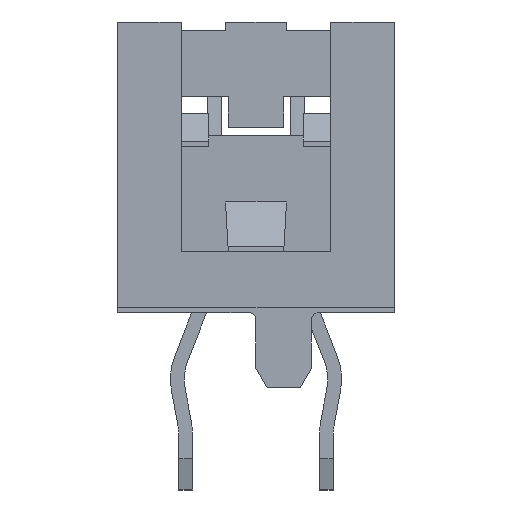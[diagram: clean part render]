
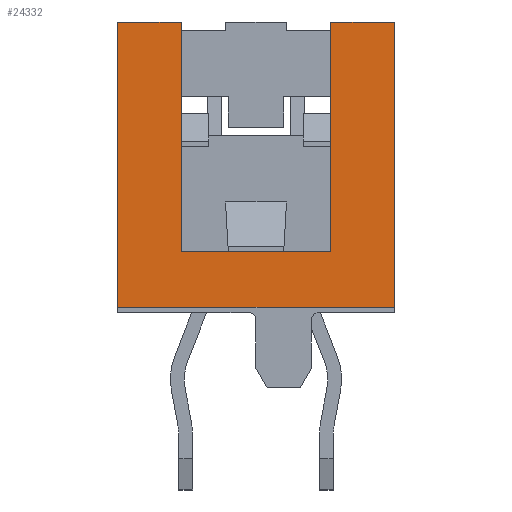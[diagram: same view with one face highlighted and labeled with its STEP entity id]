
A CAD part, left-side view. The second image highlights one B-rep face of the part: STEP entity #24332.
In plain terms, the highlighted face is planar.
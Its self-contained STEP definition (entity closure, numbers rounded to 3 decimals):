
#6270=ORIENTED_EDGE('',*,*,#10886,.F.);
#6271=ORIENTED_EDGE('',*,*,#10871,.F.);
#6272=ORIENTED_EDGE('',*,*,#10890,.T.);
#6273=ORIENTED_EDGE('',*,*,#11010,.T.);
#6274=ORIENTED_EDGE('',*,*,#10972,.F.);
#6275=ORIENTED_EDGE('',*,*,#10949,.T.);
#6276=ORIENTED_EDGE('',*,*,#10971,.T.);
#6277=ORIENTED_EDGE('',*,*,#11012,.T.);
#10871=EDGE_CURVE('',#13660,#13661,#16235,.T.);
#10886=EDGE_CURVE('',#13661,#13669,#16250,.T.);
#10890=EDGE_CURVE('',#13660,#13671,#16254,.T.);
#10949=EDGE_CURVE('',#13706,#13707,#16297,.T.);
#10971=EDGE_CURVE('',#13707,#13709,#16319,.T.);
#10972=EDGE_CURVE('',#13706,#13710,#16320,.T.);
#11010=EDGE_CURVE('',#13671,#13710,#16342,.T.);
#11012=EDGE_CURVE('',#13709,#13669,#16344,.T.);
#13660=VERTEX_POINT('',#38610);
#13661=VERTEX_POINT('',#38612);
#13669=VERTEX_POINT('',#38637);
#13671=VERTEX_POINT('',#38643);
#13706=VERTEX_POINT('',#38755);
#13707=VERTEX_POINT('',#38757);
#13709=VERTEX_POINT('',#38783);
#13710=VERTEX_POINT('',#38802);
#16235=LINE('',#38611,#19139);
#16250=LINE('',#38636,#19154);
#16254=LINE('',#38644,#19158);
#16297=LINE('',#38758,#19201);
#16319=LINE('',#38784,#19223);
#16320=LINE('',#38801,#19224);
#16342=LINE('',#38876,#19246);
#16344=LINE('',#38879,#19248);
#19139=VECTOR('',#31629,1000.);
#19154=VECTOR('',#31648,1000.);
#19158=VECTOR('',#31654,1000.);
#19201=VECTOR('',#31767,1000.);
#19223=VECTOR('',#31793,1000.);
#19224=VECTOR('',#31826,1000.);
#19246=VECTOR('',#31886,1000.);
#19248=VECTOR('',#31890,1000.);
#21030=EDGE_LOOP('',(#6270,#6271,#6272,#6273,#6274,#6275,#6276,#6277));
#22254=FACE_BOUND('',#21030,.T.);
#23158=PLANE('',#26383);
#24332=ADVANCED_FACE('',(#22254),#23158,.F.);
#26383=AXIS2_PLACEMENT_3D('',#38880,#31891,#31892);
#31629=DIRECTION('',(0.,-1.,0.));
#31648=DIRECTION('',(0.,0.,-1.));
#31654=DIRECTION('',(0.,0.,-1.));
#31767=DIRECTION('',(0.,-1.,0.));
#31793=DIRECTION('',(0.,0.,-1.));
#31826=DIRECTION('',(0.,0.,-1.));
#31886=DIRECTION('',(0.,1.,0.));
#31890=DIRECTION('',(0.,1.,0.));
#31891=DIRECTION('',(-1.,0.,0.));
#31892=DIRECTION('',(0.,0.,1.));
#38610=CARTESIAN_POINT('',(11.875,1.35,2.5));
#38611=CARTESIAN_POINT('',(11.875,1.35,2.5));
#38612=CARTESIAN_POINT('',(11.875,-1.35,2.5));
#38636=CARTESIAN_POINT('',(11.875,-1.35,-1.5));
#38637=CARTESIAN_POINT('',(11.875,-1.35,-1.65));
#38643=CARTESIAN_POINT('',(11.875,1.35,-1.65));
#38644=CARTESIAN_POINT('',(11.875,1.35,-1.5));
#38755=CARTESIAN_POINT('',(11.875,2.5,3.5));
#38757=CARTESIAN_POINT('',(11.875,-2.5,3.5));
#38758=CARTESIAN_POINT('',(11.875,2.5,3.5));
#38783=CARTESIAN_POINT('',(11.875,-2.5,-1.65));
#38784=CARTESIAN_POINT('',(11.875,-2.5,-0.3));
#38801=CARTESIAN_POINT('',(11.875,2.5,-0.3));
#38802=CARTESIAN_POINT('',(11.875,2.5,-1.65));
#38876=CARTESIAN_POINT('',(11.875,-2.5,-1.65));
#38879=CARTESIAN_POINT('',(11.875,-2.5,-1.65));
#38880=CARTESIAN_POINT('',(11.875,-2.5,-0.3));
